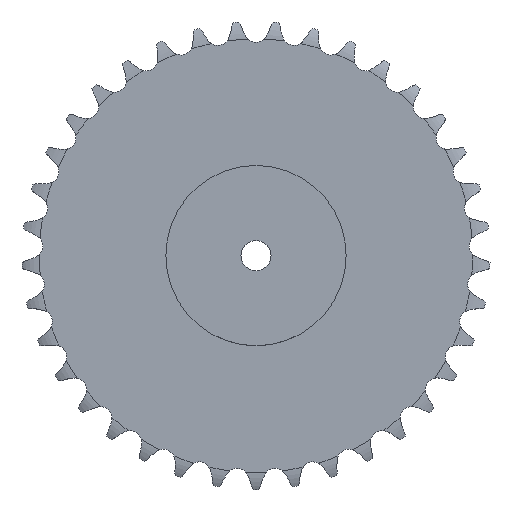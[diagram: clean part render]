
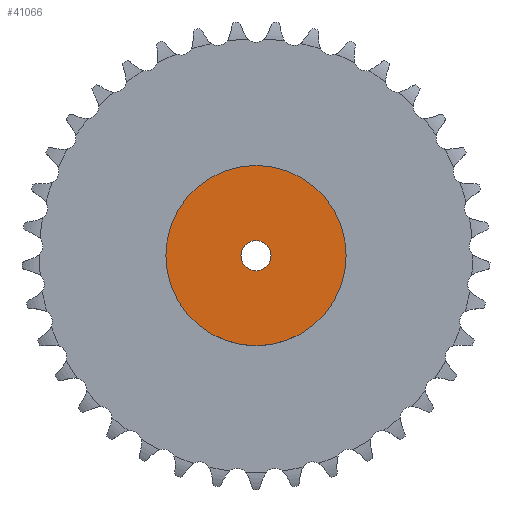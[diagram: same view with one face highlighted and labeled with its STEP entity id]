
A CAD part, top view. The second image highlights one B-rep face of the part: STEP entity #41066.
In plain terms, the highlighted planar face has unit normal (0, 0, 1).
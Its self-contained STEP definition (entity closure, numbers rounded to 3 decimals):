
#4629 = CYLINDRICAL_SURFACE('',#4630,75.);
#4630 = AXIS2_PLACEMENT_3D('',#4631,#4632,#4633);
#4631 = CARTESIAN_POINT('',(0.,0.,0.));
#4632 = DIRECTION('',(-0.,-0.,-1.));
#4633 = DIRECTION('',(1.,0.,0.));
#25759 = VERTEX_POINT('',#25760);
#25760 = CARTESIAN_POINT('',(75.,0.,55.));
#25781 = EDGE_CURVE('',#25759,#25759,#25782,.T.);
#25782 = SURFACE_CURVE('',#25783,(#25788,#25795),.PCURVE_S1.);
#25783 = CIRCLE('',#25784,75.);
#25784 = AXIS2_PLACEMENT_3D('',#25785,#25786,#25787);
#25785 = CARTESIAN_POINT('',(0.,0.,55.));
#25786 = DIRECTION('',(0.,0.,1.));
#25787 = DIRECTION('',(1.,0.,0.));
#25788 = PCURVE('',#4629,#25789);
#25789 = DEFINITIONAL_REPRESENTATION('',(#25790),#25794);
#25790 = LINE('',#25791,#25792);
#25791 = CARTESIAN_POINT('',(-0.,-55.));
#25792 = VECTOR('',#25793,1.);
#25793 = DIRECTION('',(-1.,0.));
#25794 = ( GEOMETRIC_REPRESENTATION_CONTEXT(2) 
PARAMETRIC_REPRESENTATION_CONTEXT() REPRESENTATION_CONTEXT('2D SPACE',''
  ) );
#25795 = PCURVE('',#25796,#25801);
#25796 = PLANE('',#25797);
#25797 = AXIS2_PLACEMENT_3D('',#25798,#25799,#25800);
#25798 = CARTESIAN_POINT('',(0.,0.,55.)
  );
#25799 = DIRECTION('',(0.,0.,1.));
#25800 = DIRECTION('',(1.,0.,0.));
#25801 = DEFINITIONAL_REPRESENTATION('',(#25802),#25806);
#25802 = CIRCLE('',#25803,75.);
#25803 = AXIS2_PLACEMENT_2D('',#25804,#25805);
#25804 = CARTESIAN_POINT('',(0.,0.));
#25805 = DIRECTION('',(1.,0.));
#25806 = ( GEOMETRIC_REPRESENTATION_CONTEXT(2) 
PARAMETRIC_REPRESENTATION_CONTEXT() REPRESENTATION_CONTEXT('2D SPACE',''
  ) );
#34971 = CYLINDRICAL_SURFACE('',#34972,12.5);
#34972 = AXIS2_PLACEMENT_3D('',#34973,#34974,#34975);
#34973 = CARTESIAN_POINT('',(0.,0.,582.913));
#34974 = DIRECTION('',(0.,0.,1.));
#34975 = DIRECTION('',(1.,0.,0.));
#41066 = ADVANCED_FACE('',(#41067,#41070),#25796,.T.);
#41067 = FACE_BOUND('',#41068,.T.);
#41068 = EDGE_LOOP('',(#41069));
#41069 = ORIENTED_EDGE('',*,*,#25781,.T.);
#41070 = FACE_BOUND('',#41071,.T.);
#41071 = EDGE_LOOP('',(#41072));
#41072 = ORIENTED_EDGE('',*,*,#41073,.F.);
#41073 = EDGE_CURVE('',#41074,#41074,#41076,.T.);
#41074 = VERTEX_POINT('',#41075);
#41075 = CARTESIAN_POINT('',(12.5,0.,55.));
#41076 = SURFACE_CURVE('',#41077,(#41082,#41089),.PCURVE_S1.);
#41077 = CIRCLE('',#41078,12.5);
#41078 = AXIS2_PLACEMENT_3D('',#41079,#41080,#41081);
#41079 = CARTESIAN_POINT('',(0.,0.,55.));
#41080 = DIRECTION('',(0.,0.,1.));
#41081 = DIRECTION('',(1.,0.,0.));
#41082 = PCURVE('',#25796,#41083);
#41083 = DEFINITIONAL_REPRESENTATION('',(#41084),#41088);
#41084 = CIRCLE('',#41085,12.5);
#41085 = AXIS2_PLACEMENT_2D('',#41086,#41087);
#41086 = CARTESIAN_POINT('',(0.,0.));
#41087 = DIRECTION('',(1.,0.));
#41088 = ( GEOMETRIC_REPRESENTATION_CONTEXT(2) 
PARAMETRIC_REPRESENTATION_CONTEXT() REPRESENTATION_CONTEXT('2D SPACE',''
  ) );
#41089 = PCURVE('',#34971,#41090);
#41090 = DEFINITIONAL_REPRESENTATION('',(#41091),#41095);
#41091 = LINE('',#41092,#41093);
#41092 = CARTESIAN_POINT('',(0.,-527.913));
#41093 = VECTOR('',#41094,1.);
#41094 = DIRECTION('',(1.,0.));
#41095 = ( GEOMETRIC_REPRESENTATION_CONTEXT(2) 
PARAMETRIC_REPRESENTATION_CONTEXT() REPRESENTATION_CONTEXT('2D SPACE',''
  ) );
